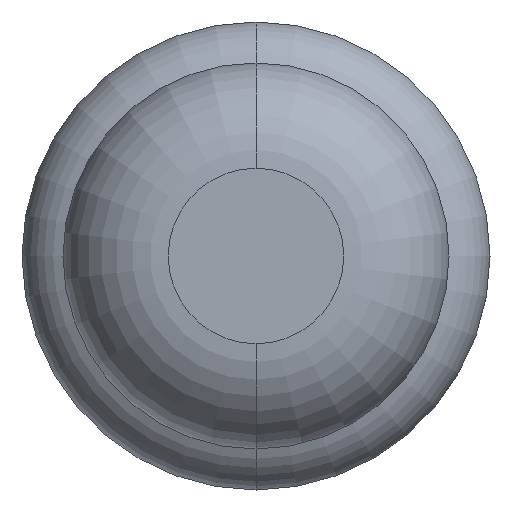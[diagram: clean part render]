
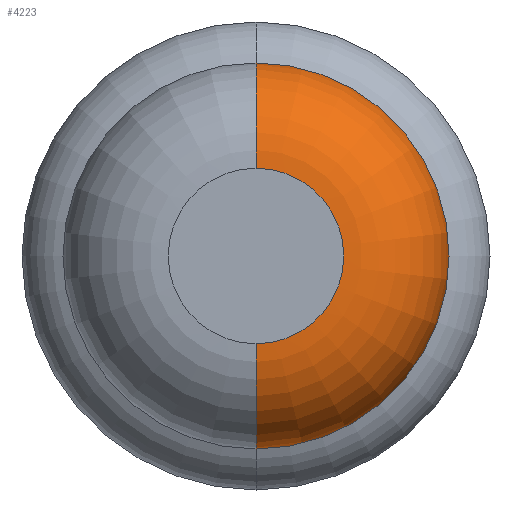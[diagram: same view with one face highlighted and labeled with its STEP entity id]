
A CAD part, front view. The second image highlights one B-rep face of the part: STEP entity #4223.
In plain terms, the highlighted toroidal (fillet/blend) face has major radius 0.375 mm and minor radius 0.45 mm.
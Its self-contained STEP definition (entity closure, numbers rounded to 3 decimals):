
#67 = EDGE_CURVE ( 'Defeature ausgef�hrt1_2+Defeature ausgef�hrt1_1+Defeature ausgef�hrt1_1+Defeature ausgef�hrt1_1', #3850, #2147, #2766, .T. ) ;
#309 = DIRECTION ( 'NONE',  ( 0., 0., 1. ) ) ;
#428 = ORIENTED_EDGE ( 'NONE', *, *, #3852, .F. ) ;
#431 = DIRECTION ( 'NONE',  ( 1., 0., 0. ) ) ;
#670 = EDGE_CURVE ( 'NONE', #3850, #3354, #2081, .T. ) ;
#742 = TOROIDAL_SURFACE ( 'NONE', #3500, 0.375, 0.45 ) ;
#875 = CARTESIAN_POINT ( 'NONE',  ( 0., -24., 0. ) ) ;
#1035 = DIRECTION ( 'NONE',  ( 0., 0., 1. ) ) ;
#1050 = ORIENTED_EDGE ( 'NONE', *, *, #67, .T. ) ;
#1106 = CARTESIAN_POINT ( 'NONE',  ( 0., -23.55, -0.375 ) ) ;
#1192 = AXIS2_PLACEMENT_3D ( 'NONE', #875, #3896, #2213 ) ;
#1400 = CARTESIAN_POINT ( 'NONE',  ( 0., -24., 0.375 ) ) ;
#1492 = EDGE_CURVE ( 'NONE', #2147, #2079, #2059, .T. ) ;
#1683 = CARTESIAN_POINT ( 'NONE',  ( 0., -23.55, 0. ) ) ;
#1847 = AXIS2_PLACEMENT_3D ( 'NONE', #4226, #4294, #309 ) ;
#2059 = CIRCLE ( 'NONE', #3077, 0.45 ) ;
#2079 = VERTEX_POINT ( 'NONE', #3126 ) ;
#2081 = CIRCLE ( 'NONE', #1847, 0.45 ) ;
#2147 = VERTEX_POINT ( 'NONE', #2588 ) ;
#2213 = DIRECTION ( 'NONE',  ( 0., 0., 1. ) ) ;
#2466 = EDGE_LOOP ( 'NONE', ( #1050, #2950, #428, #2882 ) ) ;
#2588 = CARTESIAN_POINT ( 'NONE',  ( 0., -24., -0.375 ) ) ;
#2689 = DIRECTION ( 'NONE',  ( 0., 1., 0. ) ) ;
#2766 = CIRCLE ( 'NONE', #1192, 0.375 ) ;
#2768 = DIRECTION ( 'NONE',  ( 0., 0., -1. ) ) ;
#2777 = DIRECTION ( 'NONE',  ( 0., 1., 0. ) ) ;
#2793 = DIRECTION ( 'NONE',  ( 0., 0., 1. ) ) ;
#2882 = ORIENTED_EDGE ( 'NONE', *, *, #670, .F. ) ;
#2948 = FACE_OUTER_BOUND ( 'NONE', #2466, .T. ) ;
#2950 = ORIENTED_EDGE ( 'NONE', *, *, #1492, .T. ) ;
#3077 = AXIS2_PLACEMENT_3D ( 'NONE', #1106, #431, #2768 ) ;
#3101 = CARTESIAN_POINT ( 'NONE',  ( 0., -23.55, 0. ) ) ;
#3126 = CARTESIAN_POINT ( 'NONE',  ( 0., -23.55, -0.825 ) ) ;
#3257 = CARTESIAN_POINT ( 'NONE',  ( 0., -23.55, 0.825 ) ) ;
#3320 = AXIS2_PLACEMENT_3D ( 'NONE', #1683, #2689, #1035 ) ;
#3354 = VERTEX_POINT ( 'NONE', #3257 ) ;
#3500 = AXIS2_PLACEMENT_3D ( 'NONE', #3101, #2777, #2793 ) ;
#3850 = VERTEX_POINT ( 'NONE', #1400 ) ;
#3852 = EDGE_CURVE ( 'Defeature ausgef�hrt1_3+Defeature ausgef�hrt1_2+Defeature ausgef�hrt1_2+Defeature ausgef�hrt1_2', #3354, #2079, #3873, .T. ) ;
#3873 = CIRCLE ( 'NONE', #3320, 0.825 ) ;
#3896 = DIRECTION ( 'NONE',  ( 0., 1., 0. ) ) ;
#4223 = ADVANCED_FACE ( 'Defeature ausgef�hrt1_2', ( #2948 ), #742, .T. ) ;
#4226 = CARTESIAN_POINT ( 'NONE',  ( 0., -23.55, 0.375 ) ) ;
#4294 = DIRECTION ( 'NONE',  ( -1., 0., 0. ) ) ;
